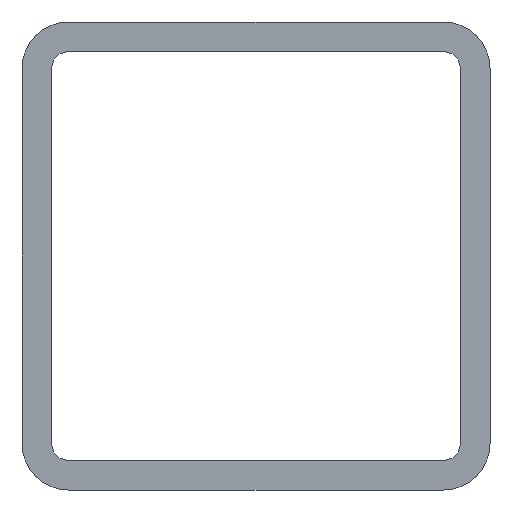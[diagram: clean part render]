
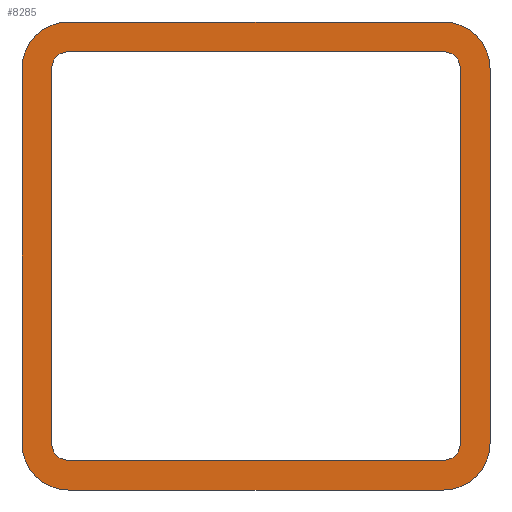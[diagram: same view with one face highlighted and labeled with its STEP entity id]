
A CAD part, front view. The second image highlights one B-rep face of the part: STEP entity #8285.
In plain terms, the highlighted planar face has unit normal (0, -1, 0).
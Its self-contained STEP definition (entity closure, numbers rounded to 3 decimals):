
#76 = AXIS2_PLACEMENT_3D ( 'NONE', #3425, #3511, #11504 ) ;
#139 = CARTESIAN_POINT ( 'NONE',  ( 16., -997.5, -17.5 ) ) ;
#292 = CARTESIAN_POINT ( 'NONE',  ( -16., -997.5, 20. ) ) ;
#295 = AXIS2_PLACEMENT_3D ( 'NONE', #12669, #6730, #3839 ) ;
#345 = DIRECTION ( 'NONE',  ( 0., 0., -1. ) ) ;
#352 = EDGE_CURVE ( 'NONE', #11971, #1665, #5226, .T. ) ;
#393 = ORIENTED_EDGE ( 'NONE', *, *, #7192, .T. ) ;
#561 = ORIENTED_EDGE ( 'NONE', *, *, #761, .F. ) ;
#583 = EDGE_CURVE ( 'NONE', #7740, #11971, #4751, .T. ) ;
#666 = EDGE_CURVE ( 'NONE', #10130, #7740, #7988, .T. ) ;
#678 = CARTESIAN_POINT ( 'NONE',  ( 16., -997.5, 20. ) ) ;
#695 = CARTESIAN_POINT ( 'NONE',  ( 17.5, -997.5, 16. ) ) ;
#761 = EDGE_CURVE ( 'NONE', #8647, #11340, #8434, .T. ) ;
#852 = ORIENTED_EDGE ( 'NONE', *, *, #352, .F. ) ;
#885 = DIRECTION ( 'NONE',  ( -1., 0., 0. ) ) ;
#1115 = AXIS2_PLACEMENT_3D ( 'NONE', #4523, #1660, #1614 ) ;
#1122 = CARTESIAN_POINT ( 'NONE',  ( -16., -997.5, -16. ) ) ;
#1145 = DIRECTION ( 'NONE',  ( 0., 0., 1. ) ) ;
#1240 = PLANE ( 'NONE',  #4871 ) ;
#1587 = DIRECTION ( 'NONE',  ( 0., 0., 1. ) ) ;
#1614 = DIRECTION ( 'NONE',  ( 0., 0., -1. ) ) ;
#1660 = DIRECTION ( 'NONE',  ( 0., 1., 0. ) ) ;
#1665 = VERTEX_POINT ( 'NONE', #7494 ) ;
#1853 = VERTEX_POINT ( 'NONE', #5629 ) ;
#2060 = LINE ( 'NONE', #7365, #6666 ) ;
#2191 = EDGE_CURVE ( 'NONE', #1665, #9529, #12008, .T. ) ;
#2403 = DIRECTION ( 'NONE',  ( 0., 0., 1. ) ) ;
#2451 = CARTESIAN_POINT ( 'NONE',  ( -17.5, -997.5, -16. ) ) ;
#2509 = EDGE_CURVE ( 'NONE', #11561, #2895, #9045, .T. ) ;
#2680 = VERTEX_POINT ( 'NONE', #139 ) ;
#2780 = DIRECTION ( 'NONE',  ( 0., 0., -1. ) ) ;
#2819 = CARTESIAN_POINT ( 'NONE',  ( -16., -997.5, -20. ) ) ;
#2824 = CIRCLE ( 'NONE', #9222, 1.5 ) ;
#2826 = DIRECTION ( 'NONE',  ( 0., 1., 0. ) ) ;
#2895 = VERTEX_POINT ( 'NONE', #3550 ) ;
#2912 = CARTESIAN_POINT ( 'NONE',  ( -16., -997.5, -20. ) ) ;
#3093 = CARTESIAN_POINT ( 'NONE',  ( -20., -997.5, -16. ) ) ;
#3254 = ORIENTED_EDGE ( 'NONE', *, *, #666, .F. ) ;
#3425 = CARTESIAN_POINT ( 'NONE',  ( -16., -997.5, 16. ) ) ;
#3440 = AXIS2_PLACEMENT_3D ( 'NONE', #7241, #5326, #2403 ) ;
#3511 = DIRECTION ( 'NONE',  ( 0., 1., 0. ) ) ;
#3541 = CARTESIAN_POINT ( 'NONE',  ( -17.5, -997.5, -16. ) ) ;
#3550 = CARTESIAN_POINT ( 'NONE',  ( 16., -997.5, 17.5 ) ) ;
#3610 = CARTESIAN_POINT ( 'NONE',  ( -16., -997.5, 17.5 ) ) ;
#3688 = AXIS2_PLACEMENT_3D ( 'NONE', #4658, #8648, #2780 ) ;
#3811 = VECTOR ( 'NONE', #1145, 1000. ) ;
#3839 = DIRECTION ( 'NONE',  ( 0., 0., 1. ) ) ;
#3913 = CARTESIAN_POINT ( 'NONE',  ( -20., -997.5, -16. ) ) ;
#3919 = ORIENTED_EDGE ( 'NONE', *, *, #6531, .T. ) ;
#3932 = DIRECTION ( 'NONE',  ( 0., 0., 1. ) ) ;
#4034 = ORIENTED_EDGE ( 'NONE', *, *, #12519, .F. ) ;
#4041 = ORIENTED_EDGE ( 'NONE', *, *, #583, .F. ) ;
#4083 = DIRECTION ( 'NONE',  ( 0., 1., 0. ) ) ;
#4153 = VERTEX_POINT ( 'NONE', #7416 ) ;
#4318 = VERTEX_POINT ( 'NONE', #2912 ) ;
#4365 = CARTESIAN_POINT ( 'NONE',  ( -20., -997.5, 16. ) ) ;
#4431 = CIRCLE ( 'NONE', #76, 4. ) ;
#4523 = CARTESIAN_POINT ( 'NONE',  ( 16., -997.5, -16. ) ) ;
#4581 = VERTEX_POINT ( 'NONE', #695 ) ;
#4658 = CARTESIAN_POINT ( 'NONE',  ( 16., -997.5, -16. ) ) ;
#4672 = AXIS2_PLACEMENT_3D ( 'NONE', #12654, #4083, #8290 ) ;
#4751 = CIRCLE ( 'NONE', #295, 4. ) ;
#4871 = AXIS2_PLACEMENT_3D ( 'NONE', #1122, #7112, #11035 ) ;
#5077 = VECTOR ( 'NONE', #345, 1000. ) ;
#5164 = DIRECTION ( 'NONE',  ( 1., 0., 0. ) ) ;
#5226 = LINE ( 'NONE', #8226, #5077 ) ;
#5289 = CARTESIAN_POINT ( 'NONE',  ( 17.5, -997.5, -16. ) ) ;
#5326 = DIRECTION ( 'NONE',  ( 0., 1., 0. ) ) ;
#5386 = VECTOR ( 'NONE', #6669, 1000. ) ;
#5516 = VECTOR ( 'NONE', #5164, 1000. ) ;
#5524 = ORIENTED_EDGE ( 'NONE', *, *, #2509, .T. ) ;
#5629 = CARTESIAN_POINT ( 'NONE',  ( -17.5, -997.5, 16. ) ) ;
#6172 = LINE ( 'NONE', #6714, #5386 ) ;
#6262 = ORIENTED_EDGE ( 'NONE', *, *, #2191, .F. ) ;
#6470 = ORIENTED_EDGE ( 'NONE', *, *, #11758, .T. ) ;
#6531 = EDGE_CURVE ( 'NONE', #4581, #11535, #2060, .T. ) ;
#6564 = EDGE_CURVE ( 'NONE', #2895, #4581, #8047, .T. ) ;
#6666 = VECTOR ( 'NONE', #11199, 1000. ) ;
#6669 = DIRECTION ( 'NONE',  ( -1., 0., 0. ) ) ;
#6714 = CARTESIAN_POINT ( 'NONE',  ( -16., -997.5, -17.5 ) ) ;
#6726 = CARTESIAN_POINT ( 'NONE',  ( 16., -997.5, -20. ) ) ;
#6730 = DIRECTION ( 'NONE',  ( 0., 1., 0. ) ) ;
#6840 = EDGE_CURVE ( 'NONE', #1853, #11561, #2824, .T. ) ;
#6951 = LINE ( 'NONE', #2819, #11886 ) ;
#7112 = DIRECTION ( 'NONE',  ( 0., 1., 0. ) ) ;
#7192 = EDGE_CURVE ( 'NONE', #11535, #2680, #7893, .T. ) ;
#7241 = CARTESIAN_POINT ( 'NONE',  ( 16., -997.5, 16. ) ) ;
#7356 = CARTESIAN_POINT ( 'NONE',  ( -16., -997.5, 17.5 ) ) ;
#7365 = CARTESIAN_POINT ( 'NONE',  ( 17.5, -997.5, -16. ) ) ;
#7380 = ORIENTED_EDGE ( 'NONE', *, *, #11247, .T. ) ;
#7416 = CARTESIAN_POINT ( 'NONE',  ( -16., -997.5, -17.5 ) ) ;
#7494 = CARTESIAN_POINT ( 'NONE',  ( 20., -997.5, -16. ) ) ;
#7637 = VERTEX_POINT ( 'NONE', #3541 ) ;
#7740 = VERTEX_POINT ( 'NONE', #678 ) ;
#7893 = CIRCLE ( 'NONE', #3688, 1.5 ) ;
#7988 = LINE ( 'NONE', #11980, #5516 ) ;
#8047 = CIRCLE ( 'NONE', #3440, 1.5 ) ;
#8176 = FACE_OUTER_BOUND ( 'NONE', #10267, .T. ) ;
#8226 = CARTESIAN_POINT ( 'NONE',  ( 20., -997.5, -16. ) ) ;
#8270 = VECTOR ( 'NONE', #8858, 1000. ) ;
#8285 = ADVANCED_FACE ( 'NONE', ( #8176, #10834 ), #1240, .F. ) ;
#8290 = DIRECTION ( 'NONE',  ( 0., 0., 1. ) ) ;
#8434 = LINE ( 'NONE', #3093, #3811 ) ;
#8439 = VECTOR ( 'NONE', #1587, 1000. ) ;
#8469 = ORIENTED_EDGE ( 'NONE', *, *, #9578, .F. ) ;
#8647 = VERTEX_POINT ( 'NONE', #3913 ) ;
#8648 = DIRECTION ( 'NONE',  ( 0., 1., 0. ) ) ;
#8662 = ORIENTED_EDGE ( 'NONE', *, *, #12561, .T. ) ;
#8858 = DIRECTION ( 'NONE',  ( 1., 0., 0. ) ) ;
#8941 = AXIS2_PLACEMENT_3D ( 'NONE', #9854, #10849, #3932 ) ;
#9045 = LINE ( 'NONE', #3610, #8270 ) ;
#9222 = AXIS2_PLACEMENT_3D ( 'NONE', #12795, #2826, #12707 ) ;
#9529 = VERTEX_POINT ( 'NONE', #6726 ) ;
#9578 = EDGE_CURVE ( 'NONE', #9529, #4318, #6951, .T. ) ;
#9854 = CARTESIAN_POINT ( 'NONE',  ( -16., -997.5, -16. ) ) ;
#10130 = VERTEX_POINT ( 'NONE', #292 ) ;
#10223 = ORIENTED_EDGE ( 'NONE', *, *, #6564, .T. ) ;
#10267 = EDGE_LOOP ( 'NONE', ( #11374, #8469, #6262, #852, #4041, #3254, #4034, #561 ) ) ;
#10415 = CARTESIAN_POINT ( 'NONE',  ( 20., -997.5, 16. ) ) ;
#10834 = FACE_BOUND ( 'NONE', #11958, .T. ) ;
#10849 = DIRECTION ( 'NONE',  ( 0., 1., 0. ) ) ;
#11035 = DIRECTION ( 'NONE',  ( 0., 0., 1. ) ) ;
#11105 = CIRCLE ( 'NONE', #8941, 1.5 ) ;
#11199 = DIRECTION ( 'NONE',  ( 0., 0., -1. ) ) ;
#11240 = ORIENTED_EDGE ( 'NONE', *, *, #6840, .T. ) ;
#11247 = EDGE_CURVE ( 'NONE', #2680, #4153, #6172, .T. ) ;
#11340 = VERTEX_POINT ( 'NONE', #4365 ) ;
#11374 = ORIENTED_EDGE ( 'NONE', *, *, #12780, .F. ) ;
#11504 = DIRECTION ( 'NONE',  ( 0., 0., 1. ) ) ;
#11535 = VERTEX_POINT ( 'NONE', #5289 ) ;
#11561 = VERTEX_POINT ( 'NONE', #7356 ) ;
#11699 = CIRCLE ( 'NONE', #4672, 4. ) ;
#11758 = EDGE_CURVE ( 'NONE', #4153, #7637, #11105, .T. ) ;
#11886 = VECTOR ( 'NONE', #885, 1000. ) ;
#11958 = EDGE_LOOP ( 'NONE', ( #6470, #8662, #11240, #5524, #10223, #3919, #393, #7380 ) ) ;
#11971 = VERTEX_POINT ( 'NONE', #10415 ) ;
#11980 = CARTESIAN_POINT ( 'NONE',  ( -16., -997.5, 20. ) ) ;
#12008 = CIRCLE ( 'NONE', #1115, 4. ) ;
#12325 = LINE ( 'NONE', #2451, #8439 ) ;
#12519 = EDGE_CURVE ( 'NONE', #11340, #10130, #4431, .T. ) ;
#12561 = EDGE_CURVE ( 'NONE', #7637, #1853, #12325, .T. ) ;
#12654 = CARTESIAN_POINT ( 'NONE',  ( -16., -997.5, -16. ) ) ;
#12669 = CARTESIAN_POINT ( 'NONE',  ( 16., -997.5, 16. ) ) ;
#12707 = DIRECTION ( 'NONE',  ( 0., 0., 1. ) ) ;
#12780 = EDGE_CURVE ( 'NONE', #4318, #8647, #11699, .T. ) ;
#12795 = CARTESIAN_POINT ( 'NONE',  ( -16., -997.5, 16. ) ) ;
